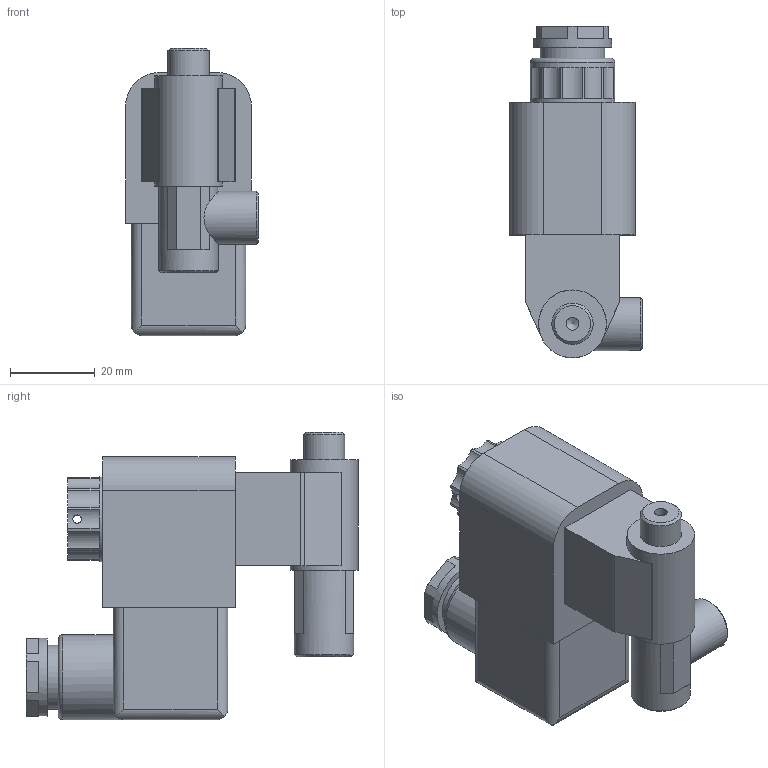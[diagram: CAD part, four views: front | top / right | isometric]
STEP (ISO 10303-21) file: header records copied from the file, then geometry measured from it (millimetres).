
FILE_DESCRIPTION(/* description */ ('STEP AP214'),/* implementation_level */ '2;1');
FILE_NAME(/* name */ '8178212_VOFX-LT-M32C-MY-G18-SG18-1-EX4-M',/* time_stamp */ '2024-09-17T01:35:44+02:00',/* author */ ('License CC BY-ND 4.0'),/* organization */ ('CADENAS'),/* preprocessor_version */ 'ST-DEVELOPER v19.3',/* originating_system */ 'PARTsolutions',/* authorisation */ ' ');
FILE_SCHEMA (('AUTOMOTIVE_DESIGN {1 0 10303 214 3 1 1}'));
Length unit declared in the file: millimetre
Products named in the file (1): 8178212 VOFX-LT-M32C-MY-G18-SG18-1-EX4-M---(high)
Bounding box: 31.35 x 78.35 x 67.8 mm (x, y, z)
Volume: 75259.7 mm3; surface area: 15892.4 mm2
Topology: 1 solids, 1 shells, 138 faces, 349 edges, 226 vertices
Faces by surface type: plane 81, cylinder 46, cone 7, torus 4
Full cylindrical faces by diameter (mm): 2 x1, 3 x1, 5.5 x1, 8.566 x1, 9.728 x1, 10 x1, 11 x1, 12.5 x1, 14 x1, 15.2 x1, 16 x1, 18.5 x1, 20 x2, 22 x1
Entity records: 4976 total; most frequent: DIRECTION 720, CARTESIAN_POINT 720, ORIENTED_EDGE 622, EDGE_CURVE 311, AXIS2_PLACEMENT_3D 277, VERTEX_POINT 216, FACE_BOUND 181, EDGE_LOOP 180
